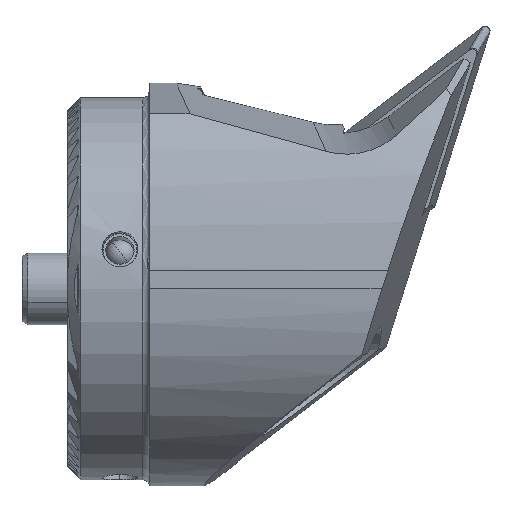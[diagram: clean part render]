
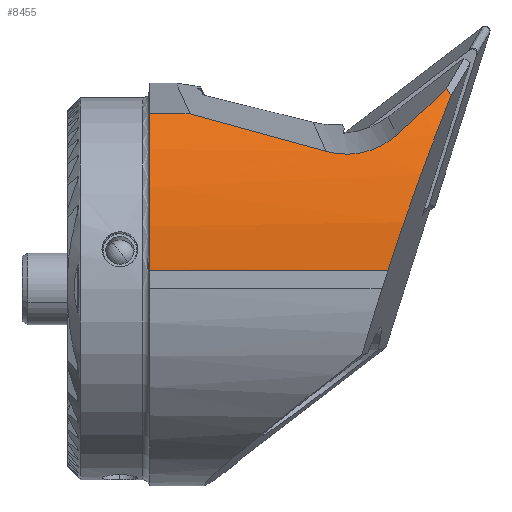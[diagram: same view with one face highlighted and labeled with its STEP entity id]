
A CAD part, front view. The second image highlights one B-rep face of the part: STEP entity #8455.
In plain terms, the highlighted cylindrical face has radius 23 mm (diameter 46 mm), a partial arc.
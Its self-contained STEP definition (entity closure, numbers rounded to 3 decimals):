
#51 = B_SPLINE_CURVE_WITH_KNOTS ( 'NONE', 3,
 ( #6632, #11791, #1316, #6509, #9064, #1432, #11676, #7791, #5300, #3927, #3809, #9288, #5127, #5231, #1373, #13049 ),
 .UNSPECIFIED., .F., .F.,
 ( 4, 2, 2, 2, 2, 2, 2, 4 ),
 ( 0., 0.002, 0.002, 0.003, 0.004, 0.005, 0.006, 0.006 ),
 .UNSPECIFIED. ) ;
#92 = EDGE_CURVE ( 'NONE', #10728, #9591, #9783, .T. ) ;
#117 = CARTESIAN_POINT ( 'NONE',  ( -1.124, 6.5, 1.5 ) ) ;
#217 = CARTESIAN_POINT ( 'NONE',  ( 31.348, -10.711, 16.758 ) ) ;
#418 = VERTEX_POINT ( 'NONE', #7790 ) ;
#1316 = CARTESIAN_POINT ( 'NONE',  ( 22.316, -14.312, 11.291 ) ) ;
#1373 = CARTESIAN_POINT ( 'NONE',  ( 26.971, -13.589, 12.701 ) ) ;
#1432 = CARTESIAN_POINT ( 'NONE',  ( 23.915, -14.289, 11.341 ) ) ;
#1448 = DIRECTION ( 'NONE',  ( 1., 0., 0. ) ) ;
#1528 = CARTESIAN_POINT ( 'NONE',  ( 21.277, -14.209, 11.507 ) ) ;
#1643 = CARTESIAN_POINT ( 'NONE',  ( -1.124, -12.371, 14.648 ) ) ;
#1674 = CARTESIAN_POINT ( 'NONE',  ( 6.5, -16.499, 1.728 ) ) ;
#1907 = EDGE_CURVE ( 'NONE', #3138, #5945, #5234, .T. ) ;
#2104 = CARTESIAN_POINT ( 'NONE',  ( 26.44, -16.5, 1.5 ) ) ;
#2157 =( BOUNDED_CURVE ( )  B_SPLINE_CURVE ( 3, ( #15873, #2893, #6799, #217 ),
 .UNSPECIFIED., .F., .F. ) 
 B_SPLINE_CURVE_WITH_KNOTS ( ( 4, 4 ),
 ( 5.453, 5.661 ),
 .UNSPECIFIED. ) 
 CURVE ( )  GEOMETRIC_REPRESENTATION_ITEM ( )  RATIONAL_B_SPLINE_CURVE ( ( 1., 0.996, 0.996, 1. ) ) 
 REPRESENTATION_ITEM ( '' )  );
#2599 = VECTOR ( 'NONE', #8769, 1000. ) ;
#2804 = CARTESIAN_POINT ( 'NONE',  ( 6.499, -16.5, 1.5 ) ) ;
#2893 = CARTESIAN_POINT ( 'NONE',  ( 28.717, -12.703, 14.259 ) ) ;
#3138 = VERTEX_POINT ( 'NONE', #2804 ) ;
#3429 = ORIENTED_EDGE ( 'NONE', *, *, #15838, .T. ) ;
#3809 = CARTESIAN_POINT ( 'NONE',  ( 25.676, -14.027, 11.876 ) ) ;
#3905 = CARTESIAN_POINT ( 'NONE',  ( 21.277, -14.209, 11.507 ) ) ;
#3927 = CARTESIAN_POINT ( 'NONE',  ( 25.439, -14.081, 11.769 ) ) ;
#4047 = DIRECTION ( 'NONE',  ( 0., 0., -1. ) ) ;
#4094 = ORIENTED_EDGE ( 'NONE', *, *, #1907, .F. ) ;
#4210 = CARTESIAN_POINT ( 'NONE',  ( 6.5, -16.497, 1.842 ) ) ;
#4280 = CARTESIAN_POINT ( 'NONE',  ( 6.5, -16.497, 1.842 ) ) ;
#4369 = ORIENTED_EDGE ( 'NONE', *, *, #14531, .F. ) ;
#4876 = ORIENTED_EDGE ( 'NONE', *, *, #11545, .T. ) ;
#4953 = DIRECTION ( 'NONE',  ( -1., 0., 0. ) ) ;
#5127 = CARTESIAN_POINT ( 'NONE',  ( 26.352, -13.834, 12.25 ) ) ;
#5231 = CARTESIAN_POINT ( 'NONE',  ( 26.771, -13.677, 12.542 ) ) ;
#5234 = B_SPLINE_CURVE_WITH_KNOTS ( 'NONE', 3,
 ( #6879, #15844, #1674, #4280 ),
 .UNSPECIFIED., .F., .F.,
 ( 4, 4 ),
 ( 0., 0. ),
 .UNSPECIFIED. ) ;
#5300 = CARTESIAN_POINT ( 'NONE',  ( 24.943, -14.172, 11.583 ) ) ;
#5945 = VERTEX_POINT ( 'NONE', #4210 ) ;
#6023 = CARTESIAN_POINT ( 'NONE',  ( 26.44, -16.5, 1.5 ) ) ;
#6116 = LINE ( 'NONE', #1643, #13930 ) ;
#6179 = CARTESIAN_POINT ( 'NONE',  ( -1.124, -16.5, 1.5 ) ) ;
#6509 = CARTESIAN_POINT ( 'NONE',  ( 23.116, -14.32, 11.274 ) ) ;
#6632 = CARTESIAN_POINT ( 'NONE',  ( 21.277, -14.209, 11.507 ) ) ;
#6799 = CARTESIAN_POINT ( 'NONE',  ( 30.118, -11.772, 15.56 ) ) ;
#6879 = CARTESIAN_POINT ( 'NONE',  ( 6.499, -16.5, 1.5 ) ) ;
#7555 = CYLINDRICAL_SURFACE ( 'NONE', #8346, 23. ) ;
#7790 = CARTESIAN_POINT ( 'NONE',  ( 9.874, -12.371, 14.648 ) ) ;
#7791 = CARTESIAN_POINT ( 'NONE',  ( 24.689, -14.21, 11.506 ) ) ;
#7946 = LINE ( 'NONE', #6179, #2599 ) ;
#8018 = VERTEX_POINT ( 'NONE', #1528 ) ;
#8196 = CIRCLE ( 'NONE', #15341, 23. ) ;
#8213 = CARTESIAN_POINT ( 'NONE',  ( 6.5, -12.371, 14.648 ) ) ;
#8346 = AXIS2_PLACEMENT_3D ( 'NONE', #117, #1448, #4047 ) ;
#8455 = ADVANCED_FACE ( 'NONE', ( #13916 ), #7555, .T. ) ;
#8639 = ORIENTED_EDGE ( 'NONE', *, *, #13054, .F. ) ;
#8769 = DIRECTION ( 'NONE',  ( 1., 0., 0. ) ) ;
#8907 = CARTESIAN_POINT ( 'NONE',  ( 31.348, -10.711, 16.758 ) ) ;
#8957 = CARTESIAN_POINT ( 'NONE',  ( 31.749, -11.215, 16.169 ) ) ;
#9064 = CARTESIAN_POINT ( 'NONE',  ( 23.386, -14.315, 11.285 ) ) ;
#9215 = CARTESIAN_POINT ( 'NONE',  ( 31.749, -11.215, 16.169 ) ) ;
#9288 = CARTESIAN_POINT ( 'NONE',  ( 26.133, -13.904, 12.116 ) ) ;
#9591 = VERTEX_POINT ( 'NONE', #16416 ) ;
#9783 =( BOUNDED_CURVE ( )  B_SPLINE_CURVE ( 3, ( #8957, #10338, #11574, #8907 ),
 .UNSPECIFIED., .F., .T. ) 
 B_SPLINE_CURVE_WITH_KNOTS ( ( 4, 4 ),
 ( 2.795, 2.828 ),
 .UNSPECIFIED. ) 
 CURVE ( )  GEOMETRIC_REPRESENTATION_ITEM ( )  RATIONAL_B_SPLINE_CURVE ( ( 1., 1., 1., 1. ) ) 
 REPRESENTATION_ITEM ( '' )  );
#10338 = CARTESIAN_POINT ( 'NONE',  ( 31.609, -11.05, 16.368 ) ) ;
#10387 = EDGE_LOOP ( 'NONE', ( #4876, #14159, #8639, #4369, #10847, #10732, #12022, #4094, #3429 ) ) ;
#10487 = CARTESIAN_POINT ( 'NONE',  ( 9.874, -12.371, 14.648 ) ) ;
#10725 = DIRECTION ( 'NONE',  ( 1., 0., 0. ) ) ;
#10728 = VERTEX_POINT ( 'NONE', #9215 ) ;
#10732 = ORIENTED_EDGE ( 'NONE', *, *, #15055, .F. ) ;
#10847 = ORIENTED_EDGE ( 'NONE', *, *, #12018, .F. ) ;
#11545 = EDGE_CURVE ( 'NONE', #13253, #10728, #15355, .T. ) ;
#11574 = CARTESIAN_POINT ( 'NONE',  ( 31.475, -10.882, 16.564 ) ) ;
#11660 = DIRECTION ( 'NONE',  ( 0., 0., -1. ) ) ;
#11676 = CARTESIAN_POINT ( 'NONE',  ( 24.176, -14.268, 11.385 ) ) ;
#11791 = CARTESIAN_POINT ( 'NONE',  ( 21.792, -14.276, 11.368 ) ) ;
#12018 = EDGE_CURVE ( 'NONE', #418, #8018, #12329, .T. ) ;
#12022 = ORIENTED_EDGE ( 'NONE', *, *, #14860, .F. ) ;
#12329 =( BOUNDED_CURVE ( )  B_SPLINE_CURVE ( 3, ( #10487, #16933, #15814, #3905 ),
 .UNSPECIFIED., .F., .F. ) 
 B_SPLINE_CURVE_WITH_KNOTS ( ( 4, 4 ),
 ( 3.955, 4.114 ),
 .UNSPECIFIED. ) 
 CURVE ( )  GEOMETRIC_REPRESENTATION_ITEM ( )  RATIONAL_B_SPLINE_CURVE ( ( 1., 0.998, 0.998, 1. ) ) 
 REPRESENTATION_ITEM ( '' )  );
#12869 = CARTESIAN_POINT ( 'NONE',  ( 6.5, 6.5, 1.5 ) ) ;
#13049 = CARTESIAN_POINT ( 'NONE',  ( 27.159, -13.494, 12.868 ) ) ;
#13054 = EDGE_CURVE ( 'NONE', #15440, #9591, #2157, .T. ) ;
#13253 = VERTEX_POINT ( 'NONE', #6023 ) ;
#13914 = CARTESIAN_POINT ( 'NONE',  ( 30.033, -14.666, 12.002 ) ) ;
#13916 = FACE_OUTER_BOUND ( 'NONE', #10387, .T. ) ;
#13930 = VECTOR ( 'NONE', #10725, 1000. ) ;
#14159 = ORIENTED_EDGE ( 'NONE', *, *, #92, .T. ) ;
#14531 = EDGE_CURVE ( 'NONE', #8018, #15440, #51, .T. ) ;
#14860 = EDGE_CURVE ( 'NONE', #5945, #15648, #8196, .T. ) ;
#15055 = EDGE_CURVE ( 'NONE', #15648, #418, #6116, .T. ) ;
#15210 = CARTESIAN_POINT ( 'NONE',  ( 31.749, -11.215, 16.169 ) ) ;
#15341 = AXIS2_PLACEMENT_3D ( 'NONE', #12869, #4953, #11660 ) ;
#15355 =( BOUNDED_CURVE ( )  B_SPLINE_CURVE ( 3, ( #2104, #16270, #13914, #15210 ),
 .UNSPECIFIED., .F., .T. ) 
 B_SPLINE_CURVE_WITH_KNOTS ( ( 4, 4 ),
 ( 4.395, 5.086 ),
 .UNSPECIFIED. ) 
 CURVE ( )  GEOMETRIC_REPRESENTATION_ITEM ( )  RATIONAL_B_SPLINE_CURVE ( ( 1., 0.961, 0.961, 1. ) ) 
 REPRESENTATION_ITEM ( '' )  );
#15440 = VERTEX_POINT ( 'NONE', #16593 ) ;
#15648 = VERTEX_POINT ( 'NONE', #8213 ) ;
#15814 = CARTESIAN_POINT ( 'NONE',  ( 17.238, -13.68, 12.602 ) ) ;
#15838 = EDGE_CURVE ( 'NONE', #3138, #13253, #7946, .T. ) ;
#15844 = CARTESIAN_POINT ( 'NONE',  ( 6.5, -16.5, 1.614 ) ) ;
#15873 = CARTESIAN_POINT ( 'NONE',  ( 27.159, -13.494, 12.868 ) ) ;
#16270 = CARTESIAN_POINT ( 'NONE',  ( 28.191, -16.5, 6.911 ) ) ;
#16416 = CARTESIAN_POINT ( 'NONE',  ( 31.348, -10.711, 16.758 ) ) ;
#16593 = CARTESIAN_POINT ( 'NONE',  ( 27.159, -13.494, 12.868 ) ) ;
#16933 = CARTESIAN_POINT ( 'NONE',  ( 13.429, -13.066, 13.651 ) ) ;
